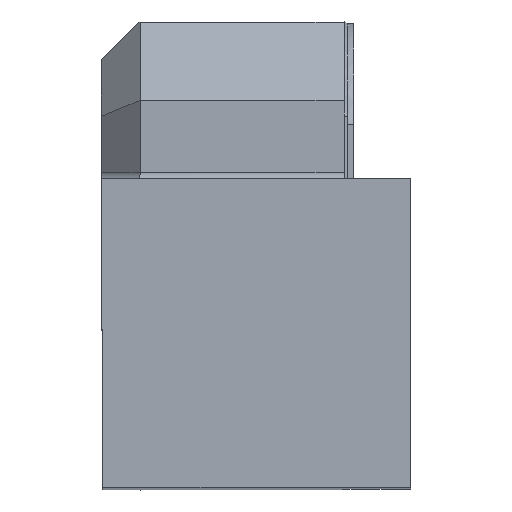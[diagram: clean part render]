
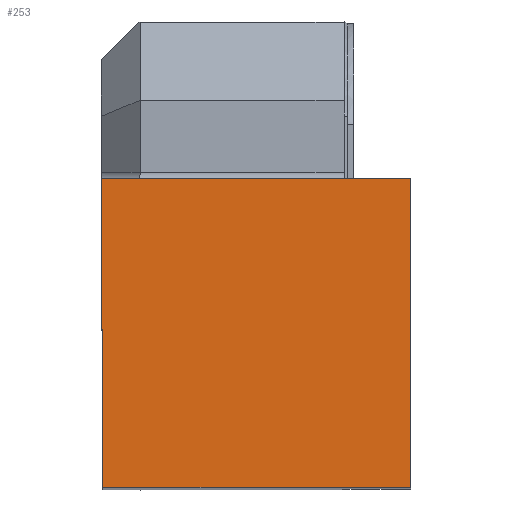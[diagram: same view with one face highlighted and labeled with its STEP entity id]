
A CAD part, top view. The second image highlights one B-rep face of the part: STEP entity #253.
In plain terms, the highlighted planar face has unit normal (0, 0, 1).
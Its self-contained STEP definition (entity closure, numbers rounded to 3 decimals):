
#77=PLANE('',#928);
#103=FACE_OUTER_BOUND('',#374,.T.);
#150=LINE('',#1356,#209);
#155=LINE('',#1369,#214);
#161=LINE('',#1380,#220);
#164=LINE('',#1386,#223);
#209=VECTOR('',#1066,1.);
#214=VECTOR('',#1077,1.);
#220=VECTOR('',#1085,1.);
#223=VECTOR('',#1090,1.);
#253=ADVANCED_FACE('',(#103),#77,.F.);
#374=EDGE_LOOP('',(#507,#508,#509,#510));
#507=ORIENTED_EDGE('',*,*,#768,.T.);
#508=ORIENTED_EDGE('',*,*,#775,.T.);
#509=ORIENTED_EDGE('',*,*,#781,.T.);
#510=ORIENTED_EDGE('',*,*,#784,.T.);
#684=VERTEX_POINT('',#1355);
#685=VERTEX_POINT('',#1357);
#689=VERTEX_POINT('',#1368);
#693=VERTEX_POINT('',#1379);
#768=EDGE_CURVE('',#685,#684,#150,.T.);
#775=EDGE_CURVE('',#684,#689,#155,.T.);
#781=EDGE_CURVE('',#689,#693,#161,.T.);
#784=EDGE_CURVE('',#693,#685,#164,.T.);
#928=AXIS2_PLACEMENT_3D('',#1391,#1096,#1097);
#1066=DIRECTION('',(0.004,-1.,0.));
#1077=DIRECTION('',(1.,0.,0.));
#1085=DIRECTION('',(0.,1.,0.));
#1090=DIRECTION('',(-1.,0.,0.));
#1096=DIRECTION('',(0.,0.,-1.));
#1097=DIRECTION('',(1.,0.,0.));
#1355=CARTESIAN_POINT('',(0.139,0.,0.));
#1356=CARTESIAN_POINT('',(0.,31.85,0.));
#1357=CARTESIAN_POINT('',(0.,31.85,0.));
#1368=CARTESIAN_POINT('',(31.85,0.,0.));
#1369=CARTESIAN_POINT('',(0.139,0.,0.));
#1379=CARTESIAN_POINT('',(31.85,31.85,0.));
#1380=CARTESIAN_POINT('',(31.85,0.,0.));
#1386=CARTESIAN_POINT('',(31.85,31.85,0.));
#1391=CARTESIAN_POINT('',(0.139,0.,0.));
